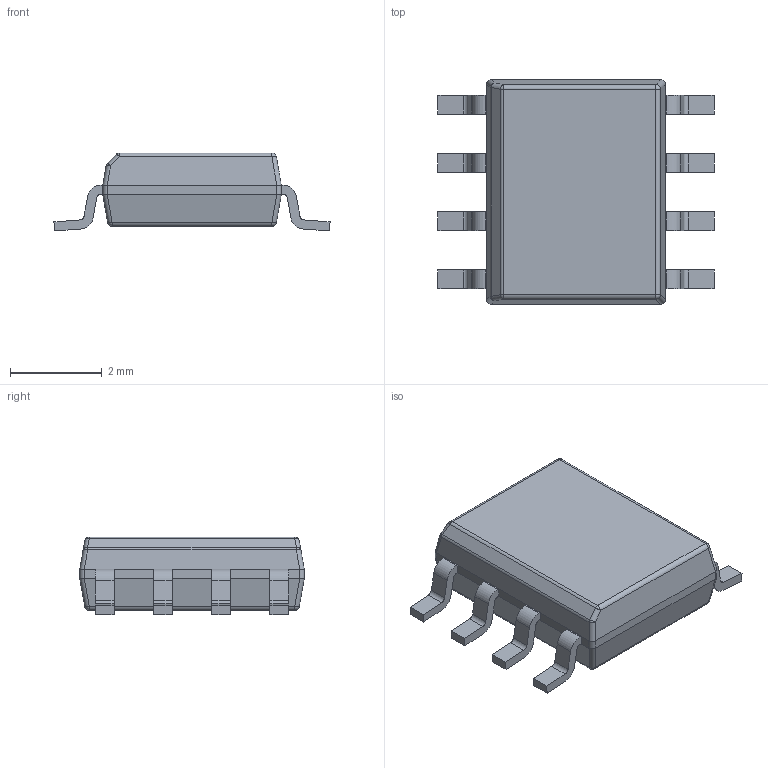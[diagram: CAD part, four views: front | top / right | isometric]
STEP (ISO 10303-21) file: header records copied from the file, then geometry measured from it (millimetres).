
FILE_DESCRIPTION((''),'2;1');
FILE_NAME('DDA0008E_ASM','2024-06-10T07:58:33',('a0412086'),(''),'CREO PARAMETRIC BY PTC INC, 2018500','CREO PARAMETRIC BY PTC INC, 2018500','');
FILE_SCHEMA(('CONFIG_CONTROL_DESIGN','SHAPE_APPEARANCE_LAYERS_GROUPS'));
Length unit declared in the file: millimetre
Products named in the file (4): BODY-SO; LEAD-SO; THERMALPAD-SO; DDA0008E_ASM
Assembly tree (10 placements, depth 2):
  DDA0008E_ASM
    BODY-SO
    LEAD-SO  x8
    THERMALPAD-SO
Bounding box: 6.03 x 4.9 x 1.7 mm (x, y, z)
Volume: 29.9 mm3; surface area: 91.5 mm2
Topology: 10 solids, 10 shells, 179 faces, 428 edges, 270 vertices
Faces by surface type: plane 114, cylinder 55, sphere 10
Entity records: 3211 total; most frequent: CARTESIAN_POINT 757, DIRECTION 372, ORIENTED_EDGE 352, PRESENTATION_STYLE_ASSIGNMENT 179, STYLED_ITEM 179, CURVE_STYLE 176, EDGE_CURVE 176, AXIS2_PLACEMENT_3D 133
